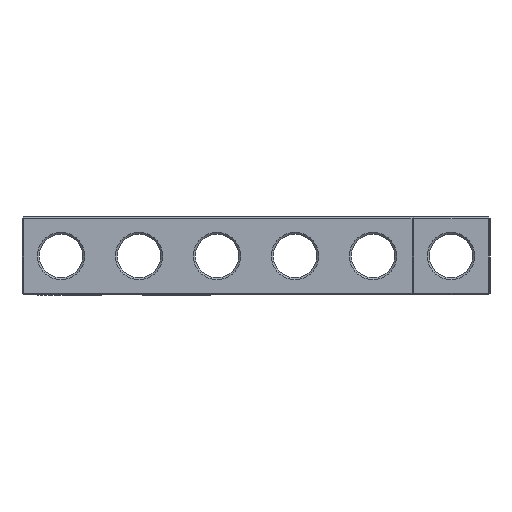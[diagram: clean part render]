
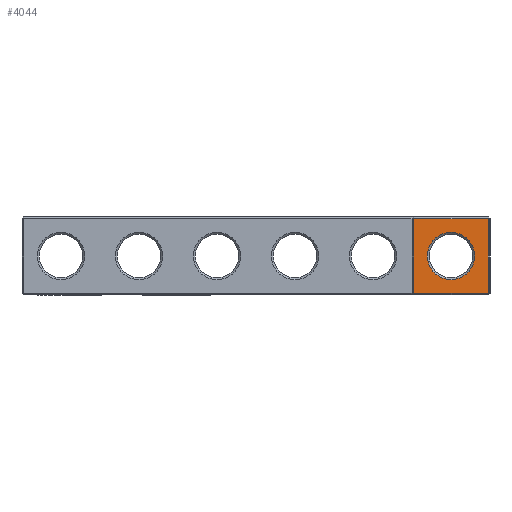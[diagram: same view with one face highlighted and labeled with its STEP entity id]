
A CAD part, left-side view. The second image highlights one B-rep face of the part: STEP entity #4044.
In plain terms, the highlighted planar face has unit normal (-1, 0, 0).
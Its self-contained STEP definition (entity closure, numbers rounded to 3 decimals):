
#361 = PLANE('',#362);
#362 = AXIS2_PLACEMENT_3D('',#363,#364,#365);
#363 = CARTESIAN_POINT('',(-43.6,6.1,0.));
#364 = DIRECTION('',(0.707,-0.707,0.)
  );
#365 = DIRECTION('',(0.,0.,-1.));
#1117 = VERTEX_POINT('',#1118);
#1118 = CARTESIAN_POINT('',(-43.75,5.95,0.3));
#1139 = EDGE_CURVE('',#1117,#1140,#1142,.T.);
#1140 = VERTEX_POINT('',#1141);
#1141 = CARTESIAN_POINT('',(-43.75,5.95,12.2));
#1142 = SURFACE_CURVE('',#1143,(#1147,#1154),.PCURVE_S1.);
#1143 = LINE('',#1144,#1145);
#1144 = CARTESIAN_POINT('',(-43.75,5.95,0.));
#1145 = VECTOR('',#1146,1.);
#1146 = DIRECTION('',(0.,0.,1.));
#1147 = PCURVE('',#361,#1148);
#1148 = DEFINITIONAL_REPRESENTATION('',(#1149),#1153);
#1149 = LINE('',#1150,#1151);
#1150 = CARTESIAN_POINT('',(0.,-0.212));
#1151 = VECTOR('',#1152,1.);
#1152 = DIRECTION('',(-1.,0.));
#1153 = ( GEOMETRIC_REPRESENTATION_CONTEXT(2) 
PARAMETRIC_REPRESENTATION_CONTEXT() REPRESENTATION_CONTEXT('2D SPACE',''
  ) );
#1154 = PCURVE('',#1155,#1160);
#1155 = PLANE('',#1156);
#1156 = AXIS2_PLACEMENT_3D('',#1157,#1158,#1159);
#1157 = CARTESIAN_POINT('',(-43.75,6.25,0.));
#1158 = DIRECTION('',(1.,0.,0.));
#1159 = DIRECTION('',(0.,-1.,0.));
#1160 = DEFINITIONAL_REPRESENTATION('',(#1161),#1165);
#1161 = LINE('',#1162,#1163);
#1162 = CARTESIAN_POINT('',(0.3,0.));
#1163 = VECTOR('',#1164,1.);
#1164 = DIRECTION('',(0.,-1.));
#1165 = ( GEOMETRIC_REPRESENTATION_CONTEXT(2) 
PARAMETRIC_REPRESENTATION_CONTEXT() REPRESENTATION_CONTEXT('2D SPACE',''
  ) );
#1401 = PLANE('',#1402);
#1402 = AXIS2_PLACEMENT_3D('',#1403,#1404,#1405);
#1403 = CARTESIAN_POINT('',(-43.6,6.25,0.15));
#1404 = DIRECTION('',(0.707,0.,0.707)
  );
#1405 = DIRECTION('',(0.,-1.,0.));
#1998 = PLANE('',#1999);
#1999 = AXIS2_PLACEMENT_3D('',#2000,#2001,#2002);
#2000 = CARTESIAN_POINT('',(-43.6,6.25,12.35));
#2001 = DIRECTION('',(-0.707,0.,0.707
    ));
#2002 = DIRECTION('',(0.,-1.,0.));
#4044 = ADVANCED_FACE('',(#4045,#4120),#1155,.F.);
#4045 = FACE_BOUND('',#4046,.F.);
#4046 = EDGE_LOOP('',(#4047,#4077,#4098,#4099));
#4047 = ORIENTED_EDGE('',*,*,#4048,.F.);
#4048 = EDGE_CURVE('',#4049,#4051,#4053,.T.);
#4049 = VERTEX_POINT('',#4050);
#4050 = CARTESIAN_POINT('',(-43.75,-5.95,0.3));
#4051 = VERTEX_POINT('',#4052);
#4052 = CARTESIAN_POINT('',(-43.75,-5.95,12.2));
#4053 = SURFACE_CURVE('',#4054,(#4058,#4065),.PCURVE_S1.);
#4054 = LINE('',#4055,#4056);
#4055 = CARTESIAN_POINT('',(-43.75,-5.95,0.));
#4056 = VECTOR('',#4057,1.);
#4057 = DIRECTION('',(0.,0.,1.));
#4058 = PCURVE('',#1155,#4059);
#4059 = DEFINITIONAL_REPRESENTATION('',(#4060),#4064);
#4060 = LINE('',#4061,#4062);
#4061 = CARTESIAN_POINT('',(12.2,0.));
#4062 = VECTOR('',#4063,1.);
#4063 = DIRECTION('',(0.,-1.));
#4064 = ( GEOMETRIC_REPRESENTATION_CONTEXT(2) 
PARAMETRIC_REPRESENTATION_CONTEXT() REPRESENTATION_CONTEXT('2D SPACE',''
  ) );
#4065 = PCURVE('',#4066,#4071);
#4066 = PLANE('',#4067);
#4067 = AXIS2_PLACEMENT_3D('',#4068,#4069,#4070);
#4068 = CARTESIAN_POINT('',(-43.6,-6.1,0.));
#4069 = DIRECTION('',(-0.707,-0.707,0.
    ));
#4070 = DIRECTION('',(0.,0.,1.));
#4071 = DEFINITIONAL_REPRESENTATION('',(#4072),#4076);
#4072 = LINE('',#4073,#4074);
#4073 = CARTESIAN_POINT('',(0.,0.212));
#4074 = VECTOR('',#4075,1.);
#4075 = DIRECTION('',(1.,0.));
#4076 = ( GEOMETRIC_REPRESENTATION_CONTEXT(2) 
PARAMETRIC_REPRESENTATION_CONTEXT() REPRESENTATION_CONTEXT('2D SPACE',''
  ) );
#4077 = ORIENTED_EDGE('',*,*,#4078,.F.);
#4078 = EDGE_CURVE('',#1117,#4049,#4079,.T.);
#4079 = SURFACE_CURVE('',#4080,(#4084,#4091),.PCURVE_S1.);
#4080 = LINE('',#4081,#4082);
#4081 = CARTESIAN_POINT('',(-43.75,6.25,0.3));
#4082 = VECTOR('',#4083,1.);
#4083 = DIRECTION('',(0.,-1.,0.));
#4084 = PCURVE('',#1155,#4085);
#4085 = DEFINITIONAL_REPRESENTATION('',(#4086),#4090);
#4086 = LINE('',#4087,#4088);
#4087 = CARTESIAN_POINT('',(0.,-0.3));
#4088 = VECTOR('',#4089,1.);
#4089 = DIRECTION('',(1.,0.));
#4090 = ( GEOMETRIC_REPRESENTATION_CONTEXT(2) 
PARAMETRIC_REPRESENTATION_CONTEXT() REPRESENTATION_CONTEXT('2D SPACE',''
  ) );
#4091 = PCURVE('',#1401,#4092);
#4092 = DEFINITIONAL_REPRESENTATION('',(#4093),#4097);
#4093 = LINE('',#4094,#4095);
#4094 = CARTESIAN_POINT('',(0.,-0.212));
#4095 = VECTOR('',#4096,1.);
#4096 = DIRECTION('',(1.,0.));
#4097 = ( GEOMETRIC_REPRESENTATION_CONTEXT(2) 
PARAMETRIC_REPRESENTATION_CONTEXT() REPRESENTATION_CONTEXT('2D SPACE',''
  ) );
#4098 = ORIENTED_EDGE('',*,*,#1139,.T.);
#4099 = ORIENTED_EDGE('',*,*,#4100,.T.);
#4100 = EDGE_CURVE('',#1140,#4051,#4101,.T.);
#4101 = SURFACE_CURVE('',#4102,(#4106,#4113),.PCURVE_S1.);
#4102 = LINE('',#4103,#4104);
#4103 = CARTESIAN_POINT('',(-43.75,6.25,12.2));
#4104 = VECTOR('',#4105,1.);
#4105 = DIRECTION('',(0.,-1.,0.));
#4106 = PCURVE('',#1155,#4107);
#4107 = DEFINITIONAL_REPRESENTATION('',(#4108),#4112);
#4108 = LINE('',#4109,#4110);
#4109 = CARTESIAN_POINT('',(0.,-12.2));
#4110 = VECTOR('',#4111,1.);
#4111 = DIRECTION('',(1.,0.));
#4112 = ( GEOMETRIC_REPRESENTATION_CONTEXT(2) 
PARAMETRIC_REPRESENTATION_CONTEXT() REPRESENTATION_CONTEXT('2D SPACE',''
  ) );
#4113 = PCURVE('',#1998,#4114);
#4114 = DEFINITIONAL_REPRESENTATION('',(#4115),#4119);
#4115 = LINE('',#4116,#4117);
#4116 = CARTESIAN_POINT('',(0.,-0.212));
#4117 = VECTOR('',#4118,1.);
#4118 = DIRECTION('',(1.,0.));
#4119 = ( GEOMETRIC_REPRESENTATION_CONTEXT(2) 
PARAMETRIC_REPRESENTATION_CONTEXT() REPRESENTATION_CONTEXT('2D SPACE',''
  ) );
#4120 = FACE_BOUND('',#4121,.F.);
#4121 = EDGE_LOOP('',(#4122));
#4122 = ORIENTED_EDGE('',*,*,#4123,.T.);
#4123 = EDGE_CURVE('',#4124,#4124,#4126,.T.);
#4124 = VERTEX_POINT('',#4125);
#4125 = CARTESIAN_POINT('',(-43.75,0.,10.05));
#4126 = SURFACE_CURVE('',#4127,(#4132,#4143),.PCURVE_S1.);
#4127 = CIRCLE('',#4128,3.8);
#4128 = AXIS2_PLACEMENT_3D('',#4129,#4130,#4131);
#4129 = CARTESIAN_POINT('',(-43.75,0.,6.25));
#4130 = DIRECTION('',(-1.,0.,0.));
#4131 = DIRECTION('',(0.,0.,1.));
#4132 = PCURVE('',#1155,#4133);
#4133 = DEFINITIONAL_REPRESENTATION('',(#4134),#4142);
#4134 = ( BOUNDED_CURVE() B_SPLINE_CURVE(2,(#4135,#4136,#4137,#4138,
#4139,#4140,#4141),.UNSPECIFIED.,.T.,.F.) B_SPLINE_CURVE_WITH_KNOTS((1,2
    ,2,2,2,1),(-2.094,0.,2.094,4.189,
6.283,8.378),.UNSPECIFIED.) CURVE() 
GEOMETRIC_REPRESENTATION_ITEM() RATIONAL_B_SPLINE_CURVE((1.,0.5,1.,0.5,
1.,0.5,1.)) REPRESENTATION_ITEM('') );
#4135 = CARTESIAN_POINT('',(6.25,-10.05));
#4136 = CARTESIAN_POINT('',(-0.332,-10.05));
#4137 = CARTESIAN_POINT('',(2.959,-4.35));
#4138 = CARTESIAN_POINT('',(6.25,1.35));
#4139 = CARTESIAN_POINT('',(9.541,-4.35));
#4140 = CARTESIAN_POINT('',(12.832,-10.05));
#4141 = CARTESIAN_POINT('',(6.25,-10.05));
#4142 = ( GEOMETRIC_REPRESENTATION_CONTEXT(2) 
PARAMETRIC_REPRESENTATION_CONTEXT() REPRESENTATION_CONTEXT('2D SPACE',''
  ) );
#4143 = PCURVE('',#4144,#4149);
#4144 = CONICAL_SURFACE('',#4145,3.5,0.785);
#4145 = AXIS2_PLACEMENT_3D('',#4146,#4147,#4148);
#4146 = CARTESIAN_POINT('',(-43.45,0.,6.25));
#4147 = DIRECTION('',(-1.,0.,0.));
#4148 = DIRECTION('',(0.,0.,1.));
#4149 = DEFINITIONAL_REPRESENTATION('',(#4150),#4153);
#4150 = B_SPLINE_CURVE_WITH_KNOTS('',1,(#4151,#4152),.UNSPECIFIED.,.F.,
  .F.,(2,2),(0.,6.283),.PIECEWISE_BEZIER_KNOTS.);
#4151 = CARTESIAN_POINT('',(0.,0.3));
#4152 = CARTESIAN_POINT('',(6.283,0.3));
#4153 = ( GEOMETRIC_REPRESENTATION_CONTEXT(2) 
PARAMETRIC_REPRESENTATION_CONTEXT() REPRESENTATION_CONTEXT('2D SPACE',''
  ) );
